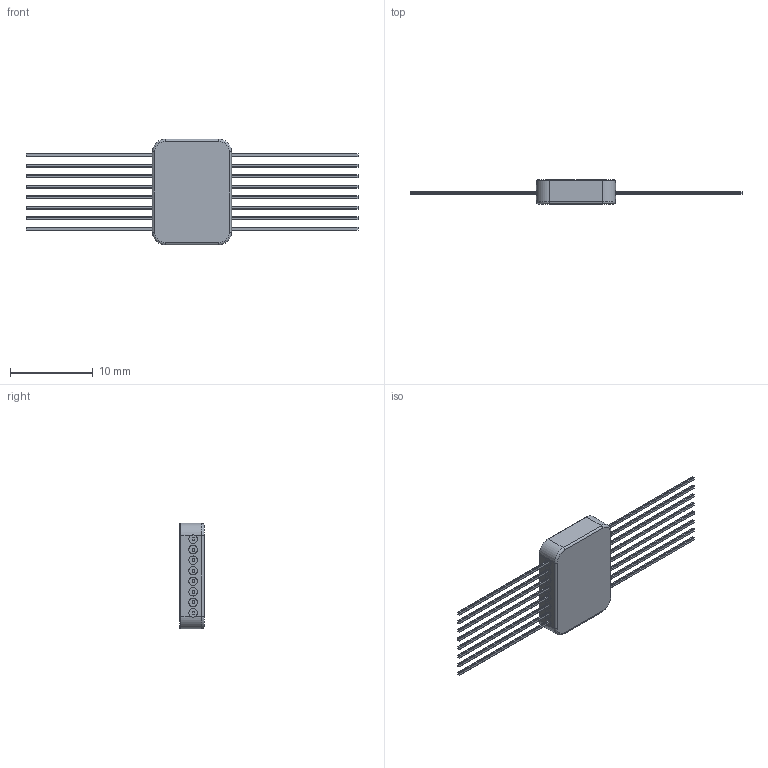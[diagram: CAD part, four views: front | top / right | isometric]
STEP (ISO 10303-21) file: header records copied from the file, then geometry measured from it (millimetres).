
FILE_DESCRIPTION (( 'STEP AP214' ), '1' );
FILE_NAME ('QT122.STEP', '2023-08-09T20:52:33', ( '' ), ( '' ), 'SwSTEP 2.0', 'SolidWorks 2022', '' );
FILE_SCHEMA (( 'AUTOMOTIVE_DESIGN' ));
Length unit declared in the file: inch
Products named in the file (1): QT122
Bounding box: 40.01 x 2.9 x 12.7 mm (x, y, z)
Volume: 194.8 mm3; surface area: 1103.3 mm2
Topology: 34 solids, 34 shells, 576 faces, 1481 edges, 982 vertices
Faces by surface type: plane 307, cylinder 216, bspline 41, torus 12
Entity records: 28160 total; most frequent: CARTESIAN_POINT 5955, ORIENTED_EDGE 2962, DIRECTION 2903, EDGE_CURVE 1481, AXIS2_PLACEMENT_3D 984, VERTEX_POINT 982, LINE 935, VECTOR 935
